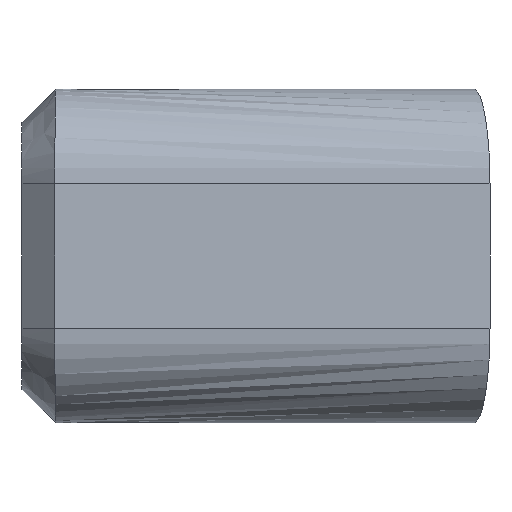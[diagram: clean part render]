
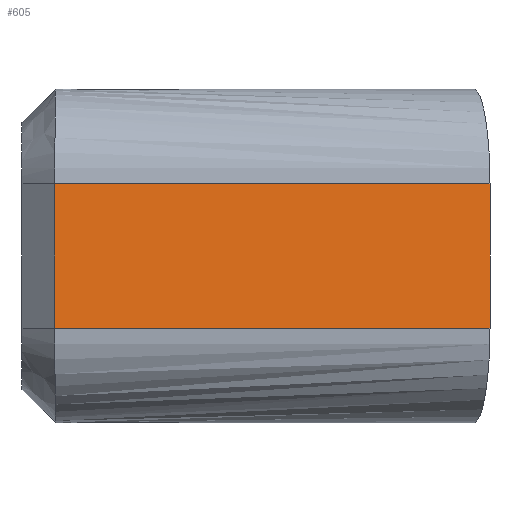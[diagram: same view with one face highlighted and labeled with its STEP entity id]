
A CAD part, left-side view. The second image highlights one B-rep face of the part: STEP entity #605.
In plain terms, the highlighted planar face has unit normal (-0.985, -0.174, 0).
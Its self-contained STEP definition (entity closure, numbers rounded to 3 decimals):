
#59=PLANE('',#659);
#91=FACE_OUTER_BOUND('',#126,.T.);
#126=EDGE_LOOP('',(#552,#553,#554,#555));
#164=LINE('',#971,#215);
#173=LINE('',#1014,#224);
#193=LINE('',#1198,#244);
#194=LINE('',#1205,#245);
#215=VECTOR('',#699,10.);
#224=VECTOR('',#726,10.);
#244=VECTOR('',#780,10.);
#245=VECTOR('',#781,10.);
#251=VERTEX_POINT('',#813);
#272=VERTEX_POINT('',#969);
#281=VERTEX_POINT('',#1013);
#304=VERTEX_POINT('',#1196);
#336=EDGE_CURVE('',#272,#251,#164,.T.);
#350=EDGE_CURVE('',#251,#281,#173,.T.);
#387=EDGE_CURVE('',#304,#272,#193,.T.);
#388=EDGE_CURVE('',#304,#281,#194,.T.);
#552=ORIENTED_EDGE('',*,*,#350,.F.);
#553=ORIENTED_EDGE('',*,*,#336,.F.);
#554=ORIENTED_EDGE('',*,*,#387,.F.);
#555=ORIENTED_EDGE('',*,*,#388,.T.);
#605=ADVANCED_FACE('',(#91),#59,.T.);
#659=AXIS2_PLACEMENT_3D('',#1209,#786,#787);
#699=DIRECTION('',(-0.174,0.985,0.));
#726=DIRECTION('',(0.,0.,1.));
#780=DIRECTION('',(0.,0.,-1.));
#781=DIRECTION('',(-0.174,0.985,0.));
#786=DIRECTION('center_axis',(-0.985,-0.174,0.));
#787=DIRECTION('ref_axis',(0.,0.,
1.));
#813=CARTESIAN_POINT('',(56.646,-12.506,-2.743));
#969=CARTESIAN_POINT('',(59.565,-29.059,-2.743));
#971=CARTESIAN_POINT('',(59.565,-29.059,-2.743));
#1013=CARTESIAN_POINT('',(56.646,-12.506,2.743));
#1014=CARTESIAN_POINT('',(56.646,-12.506,1.588));
#1196=CARTESIAN_POINT('',(59.565,-29.059,2.743));
#1198=CARTESIAN_POINT('',(59.565,-29.059,2.743));
#1205=CARTESIAN_POINT('',(59.565,-29.059,2.743));
#1209=CARTESIAN_POINT('Origin',(59.565,-29.059,0.));
